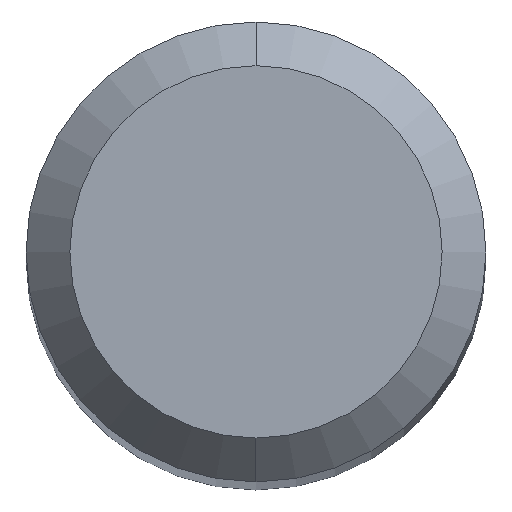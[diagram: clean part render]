
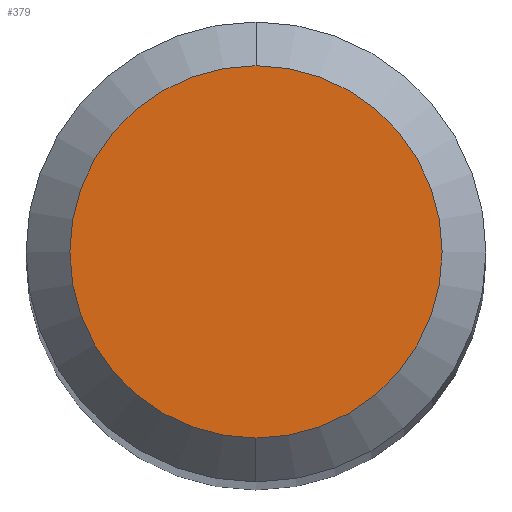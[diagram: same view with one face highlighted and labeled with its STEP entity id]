
A CAD part, top view. The second image highlights one B-rep face of the part: STEP entity #379.
In plain terms, the highlighted planar face has unit normal (0, 0, 1).
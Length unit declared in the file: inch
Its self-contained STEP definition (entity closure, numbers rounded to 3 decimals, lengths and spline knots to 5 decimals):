
#28 = DIRECTION ( 'NONE',  ( 0., -1., 0. ) ) ;
#44 = EDGE_CURVE ( 'NONE', #312, #303, #384, .T. ) ;
#59 = AXIS2_PLACEMENT_3D ( 'NONE', #210, #166, #403 ) ;
#85 = CARTESIAN_POINT ( 'NONE',  ( 0., 0., 0. ) ) ;
#88 = CARTESIAN_POINT ( 'NONE',  ( 0., 0.06375, 0. ) ) ;
#115 = DIRECTION ( 'NONE',  ( 0., 0., 1. ) ) ;
#122 = AXIS2_PLACEMENT_3D ( 'NONE', #433, #115, #28 ) ;
#124 = FACE_OUTER_BOUND ( 'NONE', #330, .T. ) ;
#166 = DIRECTION ( 'NONE',  ( 0., 0., -1. ) ) ;
#167 = CARTESIAN_POINT ( 'NONE',  ( 0., -0.06375, 0. ) ) ;
#210 = CARTESIAN_POINT ( 'NONE',  ( 0., 0.06375, 0. ) ) ;
#263 = AXIS2_PLACEMENT_3D ( 'NONE', #85, #441, #408 ) ;
#275 = PLANE ( 'NONE',  #59 ) ;
#303 = VERTEX_POINT ( 'NONE', #167 ) ;
#312 = VERTEX_POINT ( 'NONE', #88 ) ;
#325 = EDGE_CURVE ( 'NONE', #303, #312, #395, .T. ) ;
#330 = EDGE_LOOP ( 'NONE', ( #342, #503 ) ) ;
#342 = ORIENTED_EDGE ( 'NONE', *, *, #44, .T. ) ;
#379 = ADVANCED_FACE ( 'NONE', ( #124 ), #275, .F. ) ;
#384 = CIRCLE ( 'NONE', #122, 0.06375 ) ;
#395 = CIRCLE ( 'NONE', #263, 0.06375 ) ;
#403 = DIRECTION ( 'NONE',  ( 0., 1., 0. ) ) ;
#408 = DIRECTION ( 'NONE',  ( 0., -1., 0. ) ) ;
#433 = CARTESIAN_POINT ( 'NONE',  ( 0., 0., 0. ) ) ;
#441 = DIRECTION ( 'NONE',  ( 0., 0., 1. ) ) ;
#503 = ORIENTED_EDGE ( 'NONE', *, *, #325, .T. ) ;
